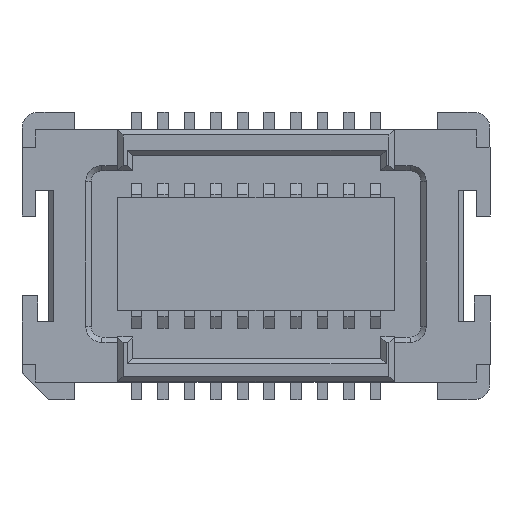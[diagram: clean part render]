
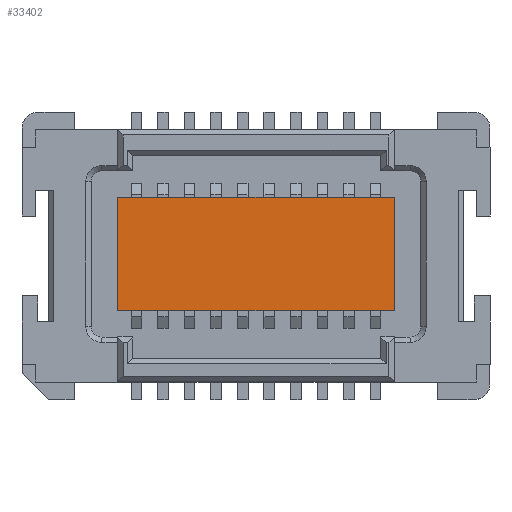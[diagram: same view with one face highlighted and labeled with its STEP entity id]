
A CAD part, top view. The second image highlights one B-rep face of the part: STEP entity #33402.
In plain terms, the highlighted planar face has unit normal (0, 0, 1).
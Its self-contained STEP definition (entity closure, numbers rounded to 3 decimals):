
#73 = CARTESIAN_POINT ( 'NONE',  ( 2.6, 2.7, 2.27 ) ) ;
#98 = LINE ( 'NONE', #11238, #25225 ) ;
#109 = DIRECTION ( 'NONE',  ( 1., 0., 0. ) ) ;
#863 = CARTESIAN_POINT ( 'NONE',  ( 2.6, 1.098, 2.27 ) ) ;
#1002 = VERTEX_POINT ( 'NONE', #14679 ) ;
#1578 = VERTEX_POINT ( 'NONE', #4074 ) ;
#2962 = DIRECTION ( 'NONE',  ( 0., -1., 0. ) ) ;
#3334 = PLANE ( 'NONE',  #31945 ) ;
#3556 = CARTESIAN_POINT ( 'NONE',  ( -2.6, -1.026, 2.27 ) ) ;
#4074 = CARTESIAN_POINT ( 'NONE',  ( 2.6, -1.026, 2.27 ) ) ;
#4829 = EDGE_CURVE ( 'NONE', #5243, #1578, #13281, .T. ) ;
#5243 = VERTEX_POINT ( 'NONE', #863 ) ;
#7343 = VECTOR ( 'NONE', #2962, 1000. ) ;
#8613 = DIRECTION ( 'NONE',  ( 1., 0., 0. ) ) ;
#8772 = ORIENTED_EDGE ( 'NONE', *, *, #32696, .T. ) ;
#10565 = CARTESIAN_POINT ( 'NONE',  ( -2.6, -1.026, 2.27 ) ) ;
#10815 = CARTESIAN_POINT ( 'NONE',  ( -2.6, 1.098, 2.27 ) ) ;
#11086 = VECTOR ( 'NONE', #16106, 1000. ) ;
#11238 = CARTESIAN_POINT ( 'NONE',  ( -2.6, 2.7, 2.27 ) ) ;
#12233 = VECTOR ( 'NONE', #109, 1000. ) ;
#13281 = LINE ( 'NONE', #73, #7343 ) ;
#14172 = FACE_OUTER_BOUND ( 'NONE', #16432, .T. ) ;
#14679 = CARTESIAN_POINT ( 'NONE',  ( -2.6, 1.098, 2.27 ) ) ;
#15636 = ORIENTED_EDGE ( 'NONE', *, *, #33241, .T. ) ;
#16106 = DIRECTION ( 'NONE',  ( -1., 0., 0. ) ) ;
#16432 = EDGE_LOOP ( 'NONE', ( #30377, #8772, #17341, #15636 ) ) ;
#17341 = ORIENTED_EDGE ( 'NONE', *, *, #31018, .T. ) ;
#18548 = DIRECTION ( 'NONE',  ( 0., -1., 0. ) ) ;
#23533 = LINE ( 'NONE', #10565, #12233 ) ;
#23675 = CARTESIAN_POINT ( 'NONE',  ( 0., 0., 2.27 ) ) ;
#24119 = LINE ( 'NONE', #10815, #11086 ) ;
#24543 = DIRECTION ( 'NONE',  ( 0., 0., 1. ) ) ;
#25225 = VECTOR ( 'NONE', #18548, 1000. ) ;
#30377 = ORIENTED_EDGE ( 'NONE', *, *, #4829, .F. ) ;
#31018 = EDGE_CURVE ( 'NONE', #1002, #33010, #98, .T. ) ;
#31945 = AXIS2_PLACEMENT_3D ( 'NONE', #23675, #24543, #8613 ) ;
#32696 = EDGE_CURVE ( 'NONE', #5243, #1002, #24119, .T. ) ;
#33010 = VERTEX_POINT ( 'NONE', #3556 ) ;
#33241 = EDGE_CURVE ( 'NONE', #33010, #1578, #23533, .T. ) ;
#33402 = ADVANCED_FACE ( 'NONE', ( #14172 ), #3334, .T. ) ;
